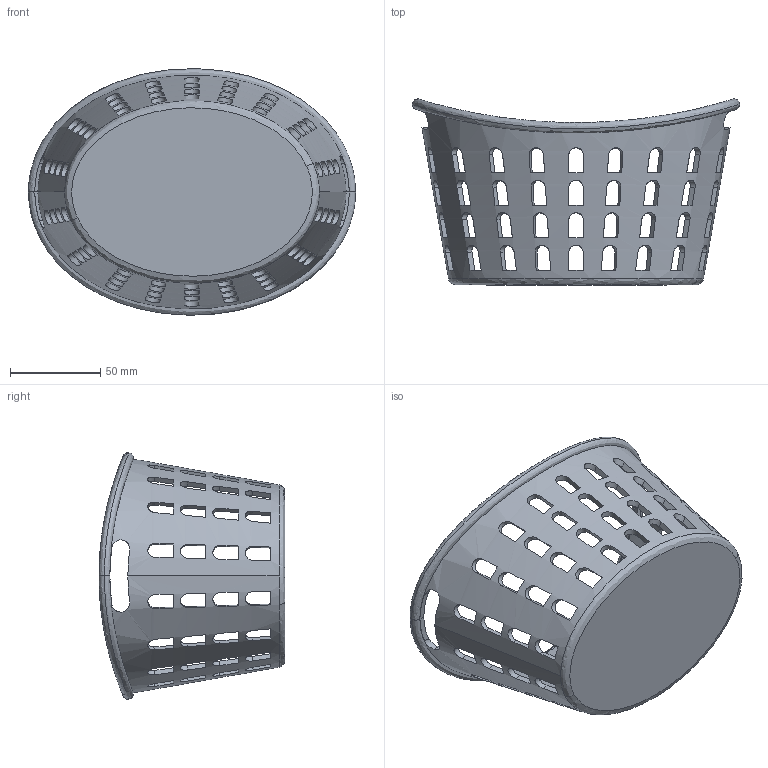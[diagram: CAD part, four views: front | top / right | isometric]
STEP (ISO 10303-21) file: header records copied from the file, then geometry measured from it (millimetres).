
FILE_DESCRIPTION (( 'STEP AP214' ), '1' );
FILE_NAME ('Part39.STEP', '2025-03-03T12:57:33', ( '' ), ( '' ), 'SwSTEP 2.0', 'SolidWorks 2024', '' );
FILE_SCHEMA (( 'AUTOMOTIVE_DESIGN' ));
Length unit declared in the file: millimetre
Products named in the file (1): Part39
Bounding box: 181.26 x 103 x 136.52 mm (x, y, z)
Volume: 133240 mm3; surface area: 97138.8 mm2
Topology: 1 solids, 1 shells, 321 faces, 950 edges, 629 vertices
Faces by surface type: plane 218, cylinder 89, bspline 14
Entity records: 22478 total; most frequent: CARTESIAN_POINT 14920, ORIENTED_EDGE 1900, EDGE_CURVE 950, DIRECTION 927, B_SPLINE_CURVE_WITH_KNOTS 637, VERTEX_POINT 629, EDGE_LOOP 467, FACE_OUTER_BOUND 321
